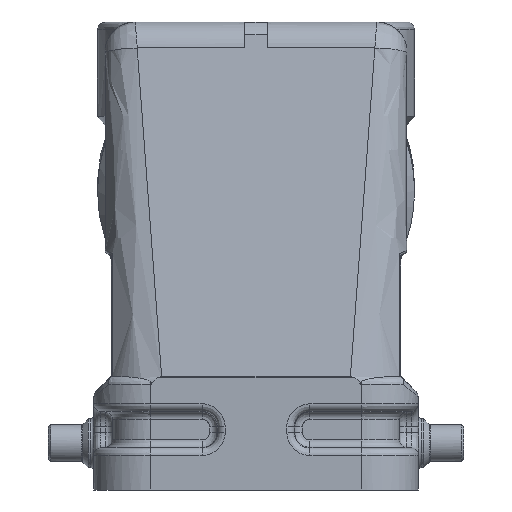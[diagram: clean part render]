
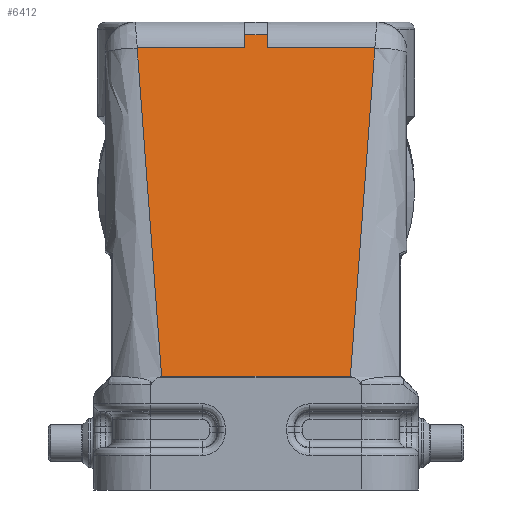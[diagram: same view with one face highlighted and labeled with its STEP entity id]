
A CAD part, left-side view. The second image highlights one B-rep face of the part: STEP entity #6412.
In plain terms, the highlighted planar face has unit normal (-0.99, 0, 0.139).
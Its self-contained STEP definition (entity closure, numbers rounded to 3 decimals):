
#5677=FACE_OUTER_BOUND('',#7718,.T.);
#6412=ADVANCED_FACE('',(#5677),#6906,.T.);
#6906=PLANE('',#16395);
#7718=EDGE_LOOP('',(#10020,#10021,#10022,#10023,#10024,#10025,#10026,#10027));
#10020=ORIENTED_EDGE('',*,*,#13611,.T.);
#10021=ORIENTED_EDGE('',*,*,#12839,.F.);
#10022=ORIENTED_EDGE('',*,*,#13612,.F.);
#10023=ORIENTED_EDGE('',*,*,#12844,.T.);
#10024=ORIENTED_EDGE('',*,*,#12847,.T.);
#10025=ORIENTED_EDGE('',*,*,#13613,.T.);
#10026=ORIENTED_EDGE('',*,*,#13614,.T.);
#10027=ORIENTED_EDGE('',*,*,#13615,.T.);
#11824=VERTEX_POINT('',#19665);
#11825=VERTEX_POINT('',#19666);
#11828=VERTEX_POINT('',#19674);
#11830=VERTEX_POINT('',#19677);
#11832=VERTEX_POINT('',#19683);
#12340=VERTEX_POINT('',#23269);
#12341=VERTEX_POINT('',#23272);
#12342=VERTEX_POINT('',#23274);
#12839=EDGE_CURVE('',#11824,#11825,#14446,.T.);
#12844=EDGE_CURVE('',#11830,#11828,#14448,.T.);
#12847=EDGE_CURVE('',#11828,#11832,#14450,.T.);
#13611=EDGE_CURVE('',#12340,#11825,#14850,.T.);
#13612=EDGE_CURVE('',#11830,#11824,#14851,.T.);
#13613=EDGE_CURVE('',#11832,#12341,#14852,.T.);
#13614=EDGE_CURVE('',#12341,#12342,#14853,.T.);
#13615=EDGE_CURVE('',#12342,#12340,#14854,.T.);
#14446=LINE('',#19664,#15165);
#14448=LINE('',#19676,#15167);
#14450=LINE('',#19682,#15169);
#14850=LINE('',#23268,#15635);
#14851=LINE('',#23270,#15636);
#14852=LINE('',#23271,#15637);
#14853=LINE('',#23273,#15638);
#14854=LINE('',#23275,#15639);
#15165=VECTOR('',#16929,1.);
#15167=VECTOR('',#16939,1.);
#15169=VECTOR('',#16945,1.);
#15635=VECTOR('',#18293,1.);
#15636=VECTOR('',#18294,1.);
#15637=VECTOR('',#18295,1.);
#15638=VECTOR('',#18296,1.);
#15639=VECTOR('',#18297,1.);
#16395=AXIS2_PLACEMENT_3D('',#23276,#18298,#18299);
#16929=DIRECTION('',(-0.139,0.,-0.99));
#16939=DIRECTION('',(-0.139,0.,-0.99));
#16945=DIRECTION('',(0.,1.,0.));
#18293=DIRECTION('',(0.,1.,0.));
#18294=DIRECTION('',(0.,-1.,0.));
#18295=DIRECTION('',(-0.139,-0.074,-0.988));
#18296=DIRECTION('',(0.,-1.,0.));
#18297=DIRECTION('',(0.139,-0.074,0.988));
#18298=DIRECTION('',(-0.99,0.,0.139));
#18299=DIRECTION('',(-0.139,0.,-0.99));
#19664=CARTESIAN_POINT('',(-39.141,-1.507,68.974));
#19665=CARTESIAN_POINT('',(-40.36,-1.507,60.3));
#19666=CARTESIAN_POINT('',(-40.608,-1.507,58.537));
#19674=CARTESIAN_POINT('',(-40.608,1.493,58.537));
#19676=CARTESIAN_POINT('',(-39.141,1.493,68.974));
#19677=CARTESIAN_POINT('',(-40.36,1.493,60.3));
#19682=CARTESIAN_POINT('',(-40.608,-15.751,58.537));
#19683=CARTESIAN_POINT('',(-40.608,15.736,58.537));
#23268=CARTESIAN_POINT('',(-40.608,-15.751,58.537));
#23269=CARTESIAN_POINT('',(-40.608,-15.751,58.537));
#23270=CARTESIAN_POINT('',(-40.36,-1.507,60.3));
#23271=CARTESIAN_POINT('',(-40.608,15.736,58.537));
#23272=CARTESIAN_POINT('',(-46.719,12.498,15.049));
#23273=CARTESIAN_POINT('',(-46.719,12.498,15.049));
#23274=CARTESIAN_POINT('',(-46.719,-12.512,15.049));
#23275=CARTESIAN_POINT('',(-46.719,-12.512,15.049));
#23276=CARTESIAN_POINT('',(-39.78,16.736,64.429));
